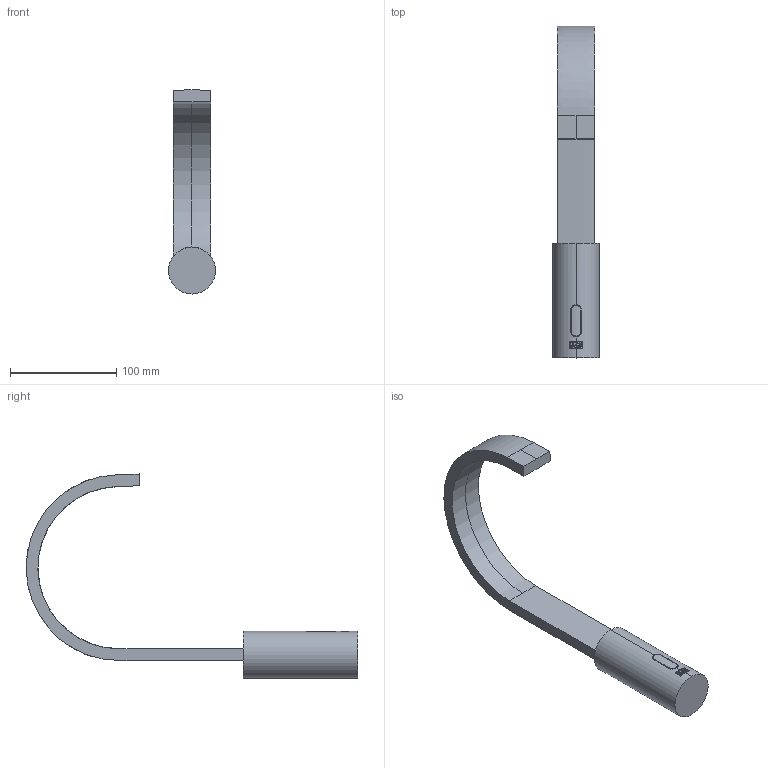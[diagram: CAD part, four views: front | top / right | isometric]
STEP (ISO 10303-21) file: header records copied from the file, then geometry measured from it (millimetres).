
FILE_DESCRIPTION (( 'STEP AP214' ), '1' );
FILE_NAME ('44521782-01.STEP', '2021-11-29T11:45:04', ( '' ), ( '' ), 'SwSTEP 2.0', 'SolidWorks 2020', '' );
FILE_SCHEMA (( 'AUTOMOTIVE_DESIGN' ));
Length unit declared in the file: millimetre
Products named in the file (4): Infrarot Sensorik-+-09.10.01.247.90_Nur Sensor; Koerper-+-09.19.66.029-01_K001_PDB_091966029-00; Rohr-+-09.28.22.373-01_K001_PDB_092822373-00; 44521782-01
Assembly tree (3 placements, depth 2):
  44521782-01
    Koerper-+-09.19.66.029-01_K001_PDB_091966029-00
    Rohr-+-09.28.22.373-01_K001_PDB_092822373-00
    Infrarot Sensorik-+-09.10.01.247.90_Nur Sensor
Bounding box: 44.2 x 312.94 x 192.47 mm (x, y, z)
Volume: 313845.2 mm3; surface area: 62177 mm2
Topology: 2 solids, 6 shells, 226 faces, 597 edges, 394 vertices
Faces by surface type: plane 131, cylinder 44, bspline 42, cone 6, torus 3
Entity records: 9000 total; most frequent: CARTESIAN_POINT 3675, ORIENTED_EDGE 1143, DIRECTION 934, EDGE_CURVE 591, VERTEX_POINT 394, LINE 318, VECTOR 318, AXIS2_PLACEMENT_3D 308
